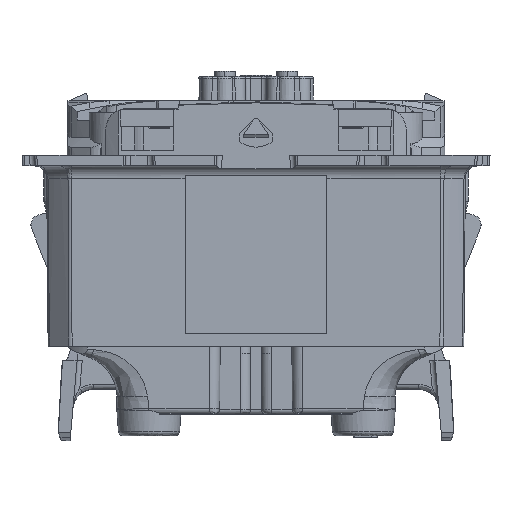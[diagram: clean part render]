
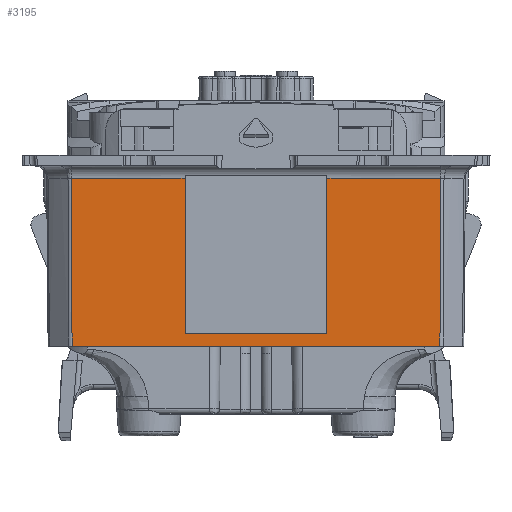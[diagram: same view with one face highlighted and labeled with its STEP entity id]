
A CAD part, front view. The second image highlights one B-rep face of the part: STEP entity #3195.
In plain terms, the highlighted planar face has unit normal (0, -1, -0.009).
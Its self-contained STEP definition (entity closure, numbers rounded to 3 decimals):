
#3143=AXIS2_PLACEMENT_3D('Plane Axis2P3D',#3140,#3141,#3142) ;
#170=CARTESIAN_POINT('Vertex',(-6.833,-20.152,-3.19)) ;
#184=CARTESIAN_POINT('Vertex',(6.833,-20.152,-3.19)) ;
#187=CARTESIAN_POINT('Line Origine',(0.,-20.152,-3.19)) ;
#191=CARTESIAN_POINT('Vertex',(17.762,-20.152,-3.19)) ;
#319=CARTESIAN_POINT('Vertex',(-17.762,-20.152,-3.19)) ;
#322=CARTESIAN_POINT('Line Origine',(0.,-20.152,-3.19)) ;
#3140=CARTESIAN_POINT('Axis2P3D Location',(0.,-20.163,-2.)) ;
#3146=CARTESIAN_POINT('Control Point',(-17.708,-20.011,-19.35)) ;
#3147=CARTESIAN_POINT('Control Point',(-17.726,-20.058,-13.963)) ;
#3148=CARTESIAN_POINT('Control Point',(-17.744,-20.105,-8.576)) ;
#3149=CARTESIAN_POINT('Control Point',(-17.762,-20.152,-3.19)) ;
#3150=CARTESIAN_POINT('Vertex',(-17.708,-20.011,-19.35)) ;
#3153=CARTESIAN_POINT('Line Origine',(0.,-20.011,-19.35)) ;
#3157=CARTESIAN_POINT('Vertex',(17.708,-20.011,-19.35)) ;
#3161=CARTESIAN_POINT('Control Point',(17.762,-20.152,-3.19)) ;
#3162=CARTESIAN_POINT('Control Point',(17.744,-20.105,-8.576)) ;
#3163=CARTESIAN_POINT('Control Point',(17.726,-20.058,-13.963)) ;
#3164=CARTESIAN_POINT('Control Point',(17.708,-20.011,-19.35)) ;
#3166=CARTESIAN_POINT('Line Origine',(6.833,-20.087,-10.675)) ;
#3170=CARTESIAN_POINT('Vertex',(6.833,-20.022,-18.15)) ;
#3173=CARTESIAN_POINT('Line Origine',(0.,-20.022,-18.15)) ;
#3177=CARTESIAN_POINT('Vertex',(-6.833,-20.022,-18.15)) ;
#3180=CARTESIAN_POINT('Line Origine',(-6.833,-20.087,-10.675)) ;
#188=DIRECTION('Vector Direction',(1.,0.,0.)) ;
#323=DIRECTION('Vector Direction',(1.,0.,0.)) ;
#3141=DIRECTION('Axis2P3D Direction',(0.,-1.,-0.009)) ;
#3142=DIRECTION('Axis2P3D XDirection',(1.,0.,0.)) ;
#3154=DIRECTION('Vector Direction',(1.,0.,0.)) ;
#3167=DIRECTION('Vector Direction',(0.,-0.009,1.)) ;
#3174=DIRECTION('Vector Direction',(1.,0.,0.)) ;
#3181=DIRECTION('Vector Direction',(0.,-0.009,1.)) ;
#189=VECTOR('Line Direction',#188,1.) ;
#324=VECTOR('Line Direction',#323,1.) ;
#3155=VECTOR('Line Direction',#3154,1.) ;
#3168=VECTOR('Line Direction',#3167,1.) ;
#3175=VECTOR('Line Direction',#3174,1.) ;
#3182=VECTOR('Line Direction',#3181,1.) ;
#3186=ORIENTED_EDGE('',*,*,#326,.T.) ;
#3187=ORIENTED_EDGE('',*,*,#3152,.T.) ;
#3188=ORIENTED_EDGE('',*,*,#3159,.F.) ;
#3189=ORIENTED_EDGE('',*,*,#3165,.T.) ;
#3190=ORIENTED_EDGE('',*,*,#193,.T.) ;
#3191=ORIENTED_EDGE('',*,*,#3172,.F.) ;
#3192=ORIENTED_EDGE('',*,*,#3179,.T.) ;
#3193=ORIENTED_EDGE('',*,*,#3184,.T.) ;
#3195=ADVANCED_FACE('Corps principal',(#3194),#3144,.T.) ;
#3145=B_SPLINE_CURVE_WITH_KNOTS('',3,(#3146,#3147,#3148,#3149),.UNSPECIFIED.,.F.,.U.,(4,4),(4.908,27.763),.UNSPECIFIED.) ;
#3160=B_SPLINE_CURVE_WITH_KNOTS('',3,(#3161,#3162,#3163,#3164),.UNSPECIFIED.,.F.,.U.,(4,4),(6.59,29.445),.UNSPECIFIED.) ;
#193=EDGE_CURVE('',#192,#185,#190,.F.) ;
#326=EDGE_CURVE('',#171,#320,#325,.F.) ;
#3152=EDGE_CURVE('',#320,#3151,#3145,.F.) ;
#3159=EDGE_CURVE('',#3158,#3151,#3156,.F.) ;
#3165=EDGE_CURVE('',#3158,#192,#3160,.F.) ;
#3172=EDGE_CURVE('',#3171,#185,#3169,.T.) ;
#3179=EDGE_CURVE('',#3171,#3178,#3176,.F.) ;
#3184=EDGE_CURVE('',#3178,#171,#3183,.T.) ;
#3185=EDGE_LOOP('',(#3186,#3187,#3188,#3189,#3190,#3191,#3192,#3193)) ;
#3194=FACE_OUTER_BOUND('',#3185,.T.) ;
#190=LINE('Line',#187,#189) ;
#325=LINE('Line',#322,#324) ;
#3156=LINE('Line',#3153,#3155) ;
#3169=LINE('Line',#3166,#3168) ;
#3176=LINE('Line',#3173,#3175) ;
#3183=LINE('Line',#3180,#3182) ;
#3144=PLANE('',#3143) ;
#171=VERTEX_POINT('',#170) ;
#185=VERTEX_POINT('',#184) ;
#192=VERTEX_POINT('',#191) ;
#320=VERTEX_POINT('',#319) ;
#3151=VERTEX_POINT('',#3150) ;
#3158=VERTEX_POINT('',#3157) ;
#3171=VERTEX_POINT('',#3170) ;
#3178=VERTEX_POINT('',#3177) ;
